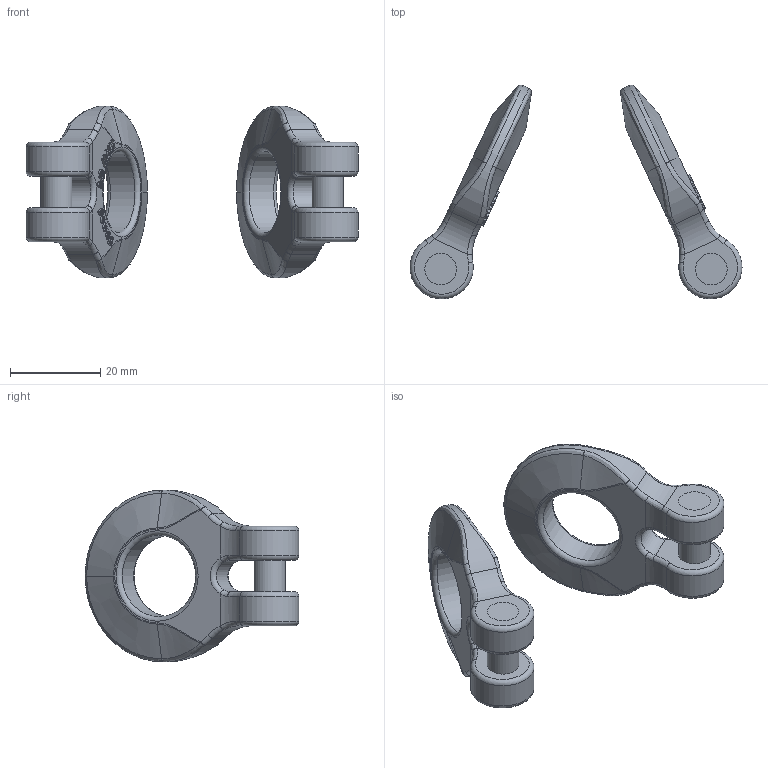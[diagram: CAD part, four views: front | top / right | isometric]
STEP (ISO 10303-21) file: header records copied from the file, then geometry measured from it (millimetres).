
FILE_DESCRIPTION(/* description */ (''),/* implementation_level */ '2;1');
FILE_NAME(/* name */ 'pewag_KAGW_2-6',/* time_stamp */ '2010-03-01T14:23:37+01:00',/* author */ (''),/* organization */ (''),/* preprocessor_version */ 'ST-DEVELOPER v9',/* originating_system */ 'UGS - NX 4.0',/* authorisation */ '');
FILE_SCHEMA (('AUTOMOTIVE_DESIGN { 1 0 10303 214 1 1 1 1 }'));
Length unit declared in the file: millimetre
Products named in the file (1): ritC3FElcoq
Bounding box: 73.42 x 47.29 x 38 mm (x, y, z)
Volume: 16395 mm3; surface area: 9135.3 mm2
Topology: 4 solids, 4 shells, 546 faces, 1432 edges, 928 vertices
Faces by surface type: plane 204, extrusion 202, bspline 64, torus 48, cylinder 28
Full cylindrical faces by diameter (mm): 7 x6, 18 x2
Entity records: 20072 total; most frequent: CARTESIAN_POINT 8135, ORIENTED_EDGE 2832, DIRECTION 1646, EDGE_CURVE 1416, VERTEX_POINT 924, B_SPLINE_CURVE_WITH_KNOTS 908, VECTOR 740, EDGE_LOOP 604
